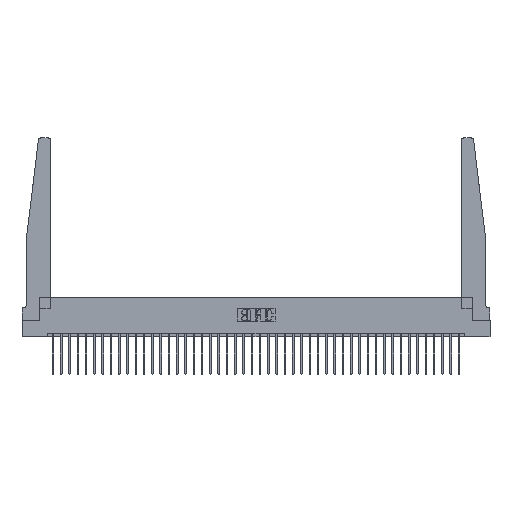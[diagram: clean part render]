
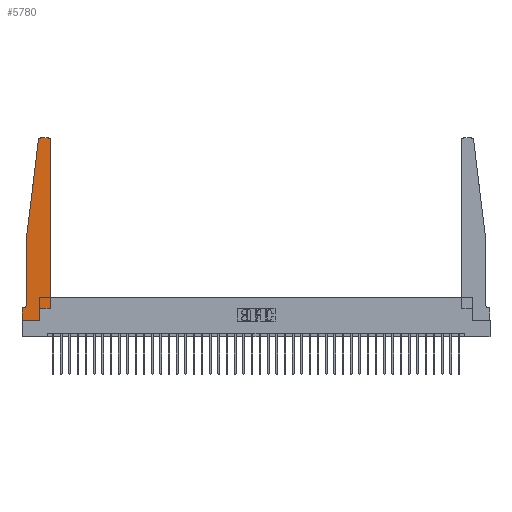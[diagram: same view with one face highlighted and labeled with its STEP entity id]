
A CAD part, top view. The second image highlights one B-rep face of the part: STEP entity #5780.
In plain terms, the highlighted planar face has unit normal (0, 0, 1).
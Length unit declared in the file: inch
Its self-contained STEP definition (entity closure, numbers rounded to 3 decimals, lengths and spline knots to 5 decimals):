
#1340 = DIRECTION ( 'NONE',  ( 0., 0., 1. ) ) ;
#1459 = DIRECTION ( 'NONE',  ( 1., 0., 0. ) ) ;
#1514 = CARTESIAN_POINT ( 'NONE',  ( 0.2605, 0.18, 0.37 ) ) ;
#2199 = CARTESIAN_POINT ( 'NONE',  ( 0.27653, 2.75, 0.37 ) ) ;
#2592 = DIRECTION ( 'NONE',  ( 0., 0., 1. ) ) ;
#3010 = VECTOR ( 'NONE', #11464, 39.37008 ) ;
#3172 = FACE_OUTER_BOUND ( 'NONE', #18515, .T. ) ;
#3306 = CARTESIAN_POINT ( 'NONE',  ( 0.395, 2.75, 0.37 ) ) ;
#3512 = DIRECTION ( 'NONE',  ( 1., 0., 0. ) ) ;
#3540 = AXIS2_PLACEMENT_3D ( 'NONE', #13813, #2592, #19420 ) ;
#3794 = DIRECTION ( 'NONE',  ( 0., 0., -1. ) ) ;
#4467 = EDGE_CURVE ( 'NONE', #5085, #35037, #26063, .T. ) ;
#4978 = CARTESIAN_POINT ( 'NONE',  ( 0.065, 1.25, 0.37 ) ) ;
#5085 = VERTEX_POINT ( 'NONE', #20623 ) ;
#5133 = EDGE_CURVE ( 'NONE', #31042, #5085, #26470, .T. ) ;
#5780 = ADVANCED_FACE ( 'NONE', ( #3172 ), #24263, .T. ) ;
#6017 = ORIENTED_EDGE ( 'NONE', *, *, #35403, .T. ) ;
#6812 = DIRECTION ( 'NONE',  ( 0., 1., 0. ) ) ;
#7066 = EDGE_CURVE ( 'NONE', #33610, #26517, #28506, .T. ) ;
#7344 = ORIENTED_EDGE ( 'NONE', *, *, #4467, .T. ) ;
#7509 = ORIENTED_EDGE ( 'NONE', *, *, #11991, .T. ) ;
#7906 = DIRECTION ( 'NONE',  ( 1., 0., 0. ) ) ;
#8688 = ORIENTED_EDGE ( 'NONE', *, *, #24765, .T. ) ;
#9156 = VECTOR ( 'NONE', #35799, 39.37008 ) ;
#9160 = CARTESIAN_POINT ( 'NONE',  ( 0.25, 2.75, 0.37 ) ) ;
#9321 = VECTOR ( 'NONE', #14032, 39.37008 ) ;
#10197 = CARTESIAN_POINT ( 'NONE',  ( 0.065, 1.25, 0.37 ) ) ;
#11464 = DIRECTION ( 'NONE',  ( -1., 0., 0. ) ) ;
#11991 = EDGE_CURVE ( 'NONE', #35037, #33610, #15576, .T. ) ;
#12248 = VECTOR ( 'NONE', #30098, 39.37008 ) ;
#13813 = CARTESIAN_POINT ( 'NONE',  ( 0.395, 2.72, 0.37 ) ) ;
#13955 = ORIENTED_EDGE ( 'NONE', *, *, #30525, .T. ) ;
#14032 = DIRECTION ( 'NONE',  ( 0., -1., 0. ) ) ;
#14408 = ORIENTED_EDGE ( 'NONE', *, *, #7066, .T. ) ;
#14466 = LINE ( 'NONE', #9160, #3010 ) ;
#15457 = ORIENTED_EDGE ( 'NONE', *, *, #25633, .T. ) ;
#15547 = CARTESIAN_POINT ( 'NONE',  ( 0.425, 0.18, 0.37 ) ) ;
#15576 = LINE ( 'NONE', #4978, #22102 ) ;
#15680 = DIRECTION ( 'NONE',  ( -0.122, -0.992, 0. ) ) ;
#18419 = ORIENTED_EDGE ( 'NONE', *, *, #26225, .T. ) ;
#18515 = EDGE_LOOP ( 'NONE', ( #8688, #20260, #7344, #7509, #14408, #15457, #6017, #23874, #18419, #20120, #30950, #13955 ) ) ;
#19420 = DIRECTION ( 'NONE',  ( 1., 0., 0. ) ) ;
#20120 = ORIENTED_EDGE ( 'NONE', *, *, #29520, .T. ) ;
#20260 = ORIENTED_EDGE ( 'NONE', *, *, #5133, .T. ) ;
#20389 = AXIS2_PLACEMENT_3D ( 'NONE', #25188, #36086, #22165 ) ;
#20623 = CARTESIAN_POINT ( 'NONE',  ( 0.24675, 2.72367, 0.37 ) ) ;
#22072 = CARTESIAN_POINT ( 'NONE',  ( 0., 0.1875, 0.37 ) ) ;
#22102 = VECTOR ( 'NONE', #26916, 39.37008 ) ;
#22165 = DIRECTION ( 'NONE',  ( 1., 0., 0. ) ) ;
#22383 = LINE ( 'NONE', #30761, #9321 ) ;
#22627 = CARTESIAN_POINT ( 'NONE',  ( 0., 0., 0.37 ) ) ;
#23374 = EDGE_CURVE ( 'NONE', #34416, #31214, #26798, .T. ) ;
#23445 = VECTOR ( 'NONE', #15680, 39.37008 ) ;
#23874 = ORIENTED_EDGE ( 'NONE', *, *, #23374, .T. ) ;
#24263 = PLANE ( 'NONE',  #20389 ) ;
#24415 = CARTESIAN_POINT ( 'NONE',  ( 0., 0., 0.37 ) ) ;
#24696 = CARTESIAN_POINT ( 'NONE',  ( 0.2605, 0.18, 0.37 ) ) ;
#24765 = EDGE_CURVE ( 'NONE', #28740, #31042, #14466, .T. ) ;
#25188 = CARTESIAN_POINT ( 'NONE',  ( 0., 0.1875, 0.37 ) ) ;
#25254 = AXIS2_PLACEMENT_3D ( 'NONE', #28522, #3794, #31840 ) ;
#25325 = EDGE_CURVE ( 'NONE', #28765, #29705, #35943, .T. ) ;
#25522 = LINE ( 'NONE', #28614, #33924 ) ;
#25633 = EDGE_CURVE ( 'NONE', #26517, #29162, #28382, .T. ) ;
#26063 = LINE ( 'NONE', #35421, #23445 ) ;
#26225 = EDGE_CURVE ( 'NONE', #31214, #26701, #26648, .T. ) ;
#26277 = CARTESIAN_POINT ( 'NONE',  ( 0.065, 0.1875, 0.37 ) ) ;
#26470 = CIRCLE ( 'NONE', #35455, 0.03 ) ;
#26517 = VERTEX_POINT ( 'NONE', #28686 ) ;
#26648 = LINE ( 'NONE', #24696, #9156 ) ;
#26701 = VERTEX_POINT ( 'NONE', #1514 ) ;
#26794 = CIRCLE ( 'NONE', #3540, 0.03 ) ;
#26798 = LINE ( 'NONE', #24415, #32068 ) ;
#26916 = DIRECTION ( 'NONE',  ( 0., -1., 0. ) ) ;
#27106 = VECTOR ( 'NONE', #6812, 39.37008 ) ;
#28382 = LINE ( 'NONE', #26277, #12248 ) ;
#28495 = CARTESIAN_POINT ( 'NONE',  ( 0.2605, 0., 0.37 ) ) ;
#28506 = CIRCLE ( 'NONE', #25254, 0.05 ) ;
#28522 = CARTESIAN_POINT ( 'NONE',  ( 0.015, 0.2375, 0.37 ) ) ;
#28614 = CARTESIAN_POINT ( 'NONE',  ( 0.425, 0.18, 0.37 ) ) ;
#28686 = CARTESIAN_POINT ( 'NONE',  ( 0.015, 0.1875, 0.37 ) ) ;
#28740 = VERTEX_POINT ( 'NONE', #3306 ) ;
#28765 = VERTEX_POINT ( 'NONE', #29530 ) ;
#29162 = VERTEX_POINT ( 'NONE', #22072 ) ;
#29358 = CARTESIAN_POINT ( 'NONE',  ( 0.425, 2.72, 0.37 ) ) ;
#29520 = EDGE_CURVE ( 'NONE', #26701, #28765, #25522, .T. ) ;
#29530 = CARTESIAN_POINT ( 'NONE',  ( 0.425, 0.18, 0.37 ) ) ;
#29705 = VERTEX_POINT ( 'NONE', #29358 ) ;
#30098 = DIRECTION ( 'NONE',  ( -1., 0., 0. ) ) ;
#30525 = EDGE_CURVE ( 'NONE', #29705, #28740, #26794, .T. ) ;
#30761 = CARTESIAN_POINT ( 'NONE',  ( 0., 0., 0.37 ) ) ;
#30950 = ORIENTED_EDGE ( 'NONE', *, *, #25325, .T. ) ;
#31042 = VERTEX_POINT ( 'NONE', #2199 ) ;
#31214 = VERTEX_POINT ( 'NONE', #28495 ) ;
#31840 = DIRECTION ( 'NONE',  ( -1., 0., 0. ) ) ;
#32068 = VECTOR ( 'NONE', #7906, 39.37008 ) ;
#32341 = CARTESIAN_POINT ( 'NONE',  ( 0.27653, 2.72, 0.37 ) ) ;
#33017 = CARTESIAN_POINT ( 'NONE',  ( 0.065, 0.2375, 0.37 ) ) ;
#33610 = VERTEX_POINT ( 'NONE', #33017 ) ;
#33924 = VECTOR ( 'NONE', #3512, 39.37008 ) ;
#34416 = VERTEX_POINT ( 'NONE', #22627 ) ;
#35037 = VERTEX_POINT ( 'NONE', #10197 ) ;
#35403 = EDGE_CURVE ( 'NONE', #29162, #34416, #22383, .T. ) ;
#35421 = CARTESIAN_POINT ( 'NONE',  ( 0.065, 1.25, 0.37 ) ) ;
#35455 = AXIS2_PLACEMENT_3D ( 'NONE', #32341, #1340, #1459 ) ;
#35799 = DIRECTION ( 'NONE',  ( 0., 1., 0. ) ) ;
#35943 = LINE ( 'NONE', #15547, #27106 ) ;
#36086 = DIRECTION ( 'NONE',  ( 0., 0., 1. ) ) ;
